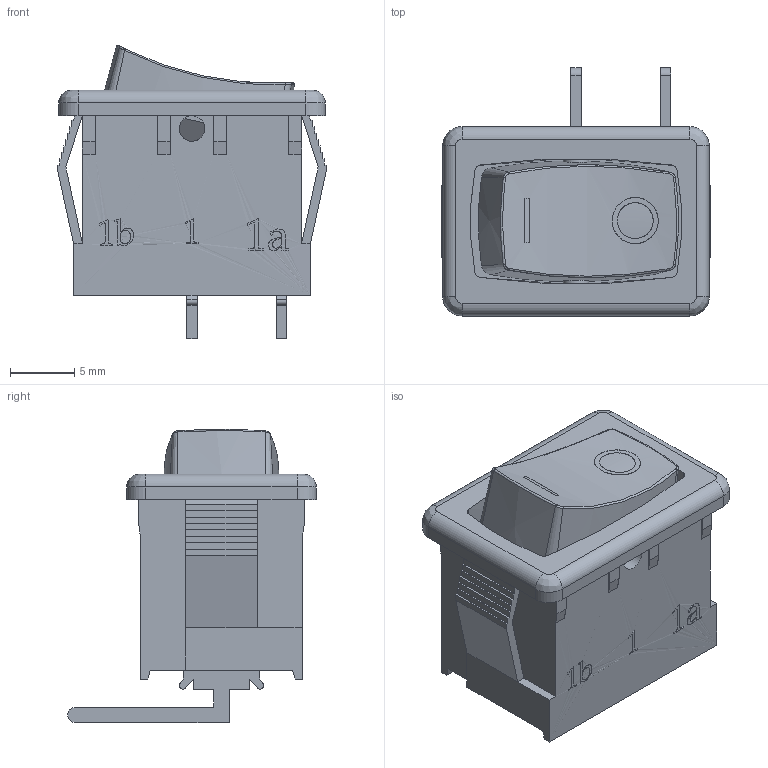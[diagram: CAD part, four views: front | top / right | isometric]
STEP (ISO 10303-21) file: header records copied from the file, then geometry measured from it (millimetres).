
FILE_DESCRIPTION((' '),'2;1');
FILE_NAME('R1966AxxxxxxGR.stp','2017-07-21T13:23:45',(' '),(' '),' ','ACIS',' ');
FILE_SCHEMA(('CONFIG_CONTROL_DESIGN'));
Length unit declared in the file: inch
Products named in the file (1): R1966AxxxxxxGR.stp
Bounding box: 20.94 x 19.4 x 22.89 mm (x, y, z)
Volume: 2215 mm3; surface area: 3307.2 mm2
Topology: 1 solids, 1 shells, 940 faces, 2471 edges, 1607 vertices
Faces by surface type: plane 563, bspline 322, cylinder 47, cone 8
Full cylindrical faces by diameter (mm): 2 x4
Entity records: 33563 total; most frequent: CARTESIAN_POINT 12440, ORIENTED_EDGE 4934, DIRECTION 3171, EDGE_CURVE 2467, VECTOR 1701, LINE 1701, VERTEX_POINT 1605, EDGE_LOOP 1028
